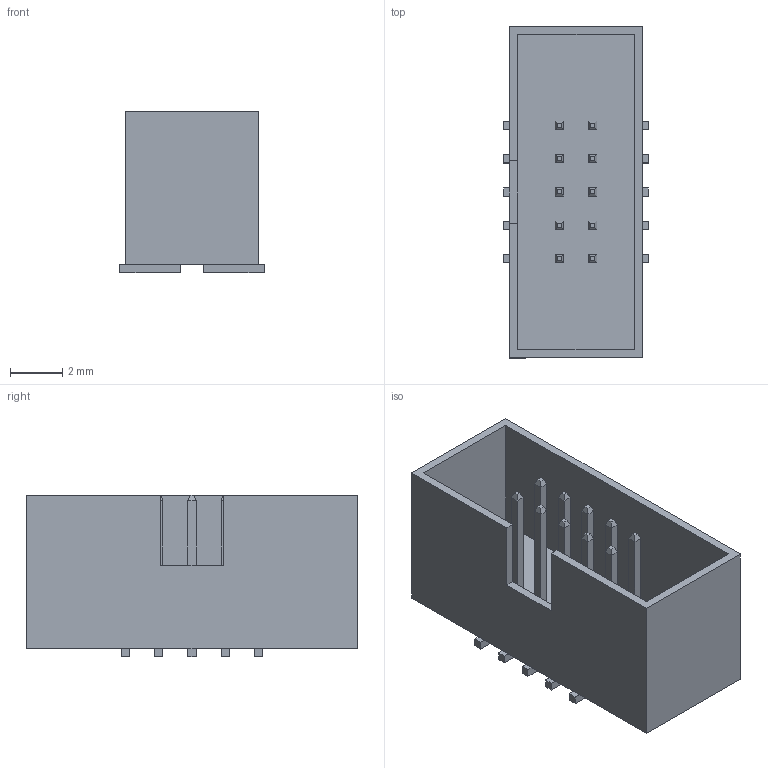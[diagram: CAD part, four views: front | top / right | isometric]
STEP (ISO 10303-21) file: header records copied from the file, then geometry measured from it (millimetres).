
FILE_DESCRIPTION(/* description */ (''),/* implementation_level */ '2;1');
FILE_NAME(/* name */ 'DC3_10P_0.05 v3.step',/* time_stamp */ '2021-05-08T16:43:15+02:00',/* author */ (''),/* organization */ (''),/* preprocessor_version */ 'ST-DEVELOPER v18.1',/* originating_system */ 'Autodesk Translation Framework v9.10.0.1330',/* authorisation */ '');
FILE_SCHEMA (('AUTOMOTIVE_DESIGN { 1 0 10303 214 3 1 1 }'));
Length unit declared in the file: millimetre
Products named in the file (2): DC3_10P_0.05; Model
Assembly tree (1 placements, depth 2):
  DC3_10P_0.05
    Model
Bounding box: 5.5 x 12.65 x 6.16 mm (x, y, z)
Volume: 137.3 mm3; surface area: 581.1 mm2
Topology: 21 solids, 21 shells, 174 faces, 356 edges, 224 vertices
Faces by surface type: plane 174
Entity records: 4460 total; most frequent: CARTESIAN_POINT 757, ORIENTED_EDGE 712, DIRECTION 710, LINE 356, VECTOR 356, EDGE_CURVE 356, VERTEX_POINT 224, AXIS2_PLACEMENT_3D 177
